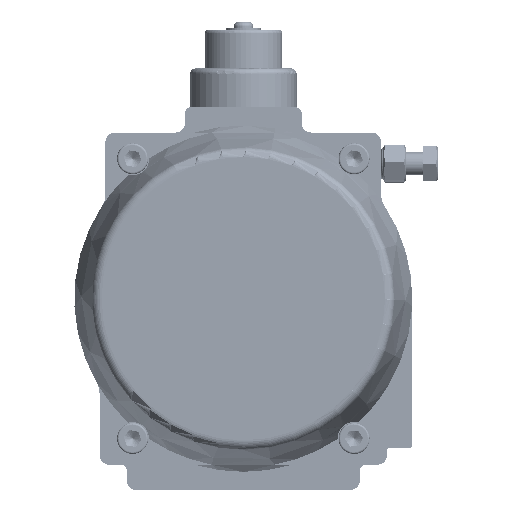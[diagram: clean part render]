
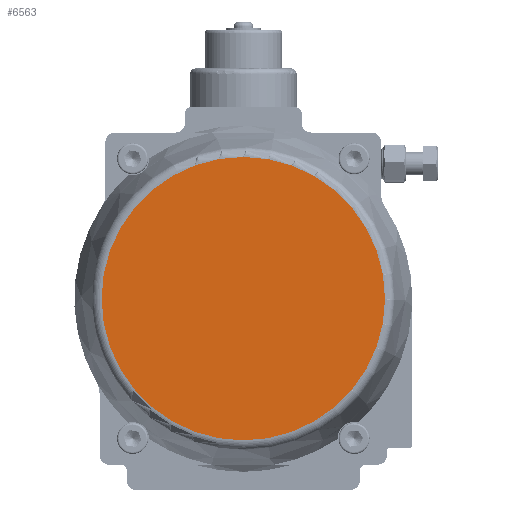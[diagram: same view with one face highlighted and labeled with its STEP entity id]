
A CAD part, front view. The second image highlights one B-rep face of the part: STEP entity #6563.
In plain terms, the highlighted planar face has unit normal (0, -1, 0).
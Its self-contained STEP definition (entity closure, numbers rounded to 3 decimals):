
#4512=FACE_OUTER_BOUND('',#9252,.T.);
#6563=ADVANCED_FACE('',(#4512),#7715,.T.);
#7715=PLANE('',#23541);
#9252=EDGE_LOOP('',(#11335));
#11335=ORIENTED_EDGE('',*,*,#19314,.T.);
#17077=VERTEX_POINT('',#38883);
#19314=EDGE_CURVE('',#17077,#17077,#22217,.T.);
#22217=CIRCLE('',#23540,72.956);
#23540=AXIS2_PLACEMENT_3D('',#38882,#26552,#26553);
#23541=AXIS2_PLACEMENT_3D('',#38884,#26554,#26555);
#26552=DIRECTION('',(0.,-1.,0.));
#26553=DIRECTION('',(0.,0.,-1.));
#26554=DIRECTION('',(0.,-1.,0.));
#26555=DIRECTION('',(0.,0.,-1.));
#38882=CARTESIAN_POINT('',(0.,-64.8,0.));
#38883=CARTESIAN_POINT('',(0.,-64.8,-72.956));
#38884=CARTESIAN_POINT('',(0.,-64.8,0.));
